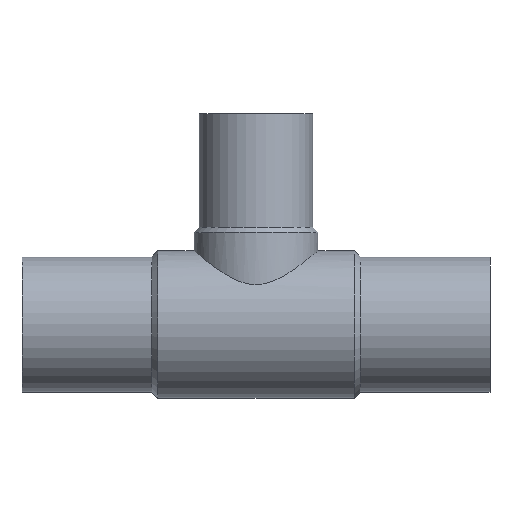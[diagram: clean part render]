
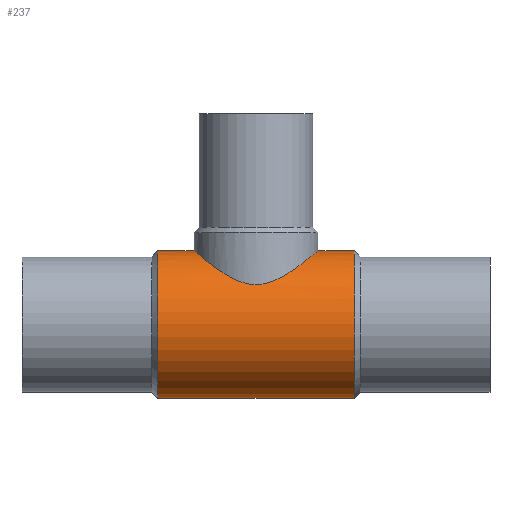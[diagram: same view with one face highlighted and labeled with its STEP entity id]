
A CAD part, top view. The second image highlights one B-rep face of the part: STEP entity #237.
In plain terms, the highlighted cylindrical face has radius 40.9 mm (diameter 81.8 mm), a partial arc.
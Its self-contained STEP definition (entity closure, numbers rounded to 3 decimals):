
#135 = VERTEX_POINT( '', #361 );
#143 = EDGE_CURVE( '', #267, #193, #369, .T. );
#151 = VERTEX_POINT( '', #377 );
#173 = EDGE_CURVE( '', #243, #267, #399, .T. );
#193 = VERTEX_POINT( '', #422 );
#229 = EDGE_CURVE( '', #283, #243, #465, .T. );
#237 = ADVANCED_FACE( '', ( #475 ), #476, .T. );
#243 = VERTEX_POINT( '', #482 );
#265 = EDGE_CURVE( '', #135, #283, #504, .T. );
#267 = VERTEX_POINT( '', #506 );
#283 = VERTEX_POINT( '', #526 );
#301 = EDGE_CURVE( '', #193, #151, #545, .T. );
#303 = EDGE_CURVE( '', #135, #151, #547, .T. );
#361 = CARTESIAN_POINT( '', ( -184.6, -40.9, 0. ) );
#369 = B_SPLINE_CURVE_WITH_KNOTS( '', 3, ( #650, #651, #652, #653, #654, #655, #656, #657, #658, #659, #660, #661, #662, #663, #664, #665, #666, #667, #668, #669, #670, #671, #672, #673, #674, #675, #676, #677, #678, #679, #680, #681, #682, #683, #684, #685, #686, #687, #688, #689, #690, #691, #692, #693, #694, #695, #696, #697, #698, #699, #700, #701, #702, #703, #704, #705, #706, #707, #708, #709, #710, #711 ), .UNSPECIFIED., .F., .F., ( 4, 2, 2, 2, 2, 2, 2, 2, 2, 2, 2, 2, 2, 2, 2, 2, 2, 2, 2, 2, 2, 2, 2, 2, 2, 2, 2, 2, 2, 2, 4 ), ( 56.302, 59.743, 63.184, 66.625, 70.066, 73.507, 76.948, 80.389, 83.83, 87.426, 91.023, 94.62, 98.217, 105.41, 109.007, 112.603, 116.2, 119.797, 126.99, 130.587, 134.184, 137.78, 141.377, 144.818, 148.259, 151.7, 155.141, 158.582, 162.023, 165.464, 168.905 ), .UNSPECIFIED. );
#377 = CARTESIAN_POINT( '', ( -184.6, 40.9, 0. ) );
#399 = LINE( '', #783, #784 );
#422 = CARTESIAN_POINT( '', ( -164.4, 40.9, 0. ) );
#465 = CIRCLE( '', #872, 40.9 );
#475 = FACE_OUTER_BOUND( '', #884, .T. );
#476 = CYLINDRICAL_SURFACE( '', #885, 40.9 );
#482 = CARTESIAN_POINT( '', ( -75.4, 40.9, 0. ) );
#504 = LINE( '', #1013, #1014 );
#506 = CARTESIAN_POINT( '', ( -95.6, 40.9, 0. ) );
#526 = CARTESIAN_POINT( '', ( -75.4, -40.9, 0. ) );
#545 = LINE( '', #1096, #1097 );
#547 = CIRCLE( '', #1100, 40.9 );
#650 = CARTESIAN_POINT( '', ( -95.6, 40.9, 0. ) );
#651 = CARTESIAN_POINT( '', ( -95.6, 40.9, 1.147 ) );
#652 = CARTESIAN_POINT( '', ( -95.658, 40.852, 2.304 ) );
#653 = CARTESIAN_POINT( '', ( -95.891, 40.655, 4.615 ) );
#654 = CARTESIAN_POINT( '', ( -96.067, 40.508, 5.769 ) );
#655 = CARTESIAN_POINT( '', ( -96.535, 40.116, 8.052 ) );
#656 = CARTESIAN_POINT( '', ( -96.828, 39.873, 9.181 ) );
#657 = CARTESIAN_POINT( '', ( -97.521, 39.297, 11.395 ) );
#658 = CARTESIAN_POINT( '', ( -97.923, 38.966, 12.479 ) );
#659 = CARTESIAN_POINT( '', ( -98.824, 38.227, 14.586 ) );
#660 = CARTESIAN_POINT( '', ( -99.324, 37.82, 15.609 ) );
#661 = CARTESIAN_POINT( '', ( -100.411, 36.944, 17.581 ) );
#662 = CARTESIAN_POINT( '', ( -100.997, 36.476, 18.53 ) );
#663 = CARTESIAN_POINT( '', ( -102.238, 35.497, 20.342 ) );
#664 = CARTESIAN_POINT( '', ( -102.893, 34.987, 21.205 ) );
#665 = CARTESIAN_POINT( '', ( -104.252, 33.944, 22.837 ) );
#666 = CARTESIAN_POINT( '', ( -104.957, 33.412, 23.606 ) );
#667 = CARTESIAN_POINT( '', ( -106.427, 32.325, 25.076 ) );
#668 = CARTESIAN_POINT( '', ( -107.222, 31.748, 25.801 ) );
#669 = CARTESIAN_POINT( '', ( -108.892, 30.572, 27.185 ) );
#670 = CARTESIAN_POINT( '', ( -109.767, 29.972, 27.843 ) );
#671 = CARTESIAN_POINT( '', ( -111.587, 28.776, 29.078 ) );
#672 = CARTESIAN_POINT( '', ( -112.531, 28.178, 29.655 ) );
#673 = CARTESIAN_POINT( '', ( -114.481, 27.012, 30.721 ) );
#674 = CARTESIAN_POINT( '', ( -115.487, 26.444, 31.209 ) );
#675 = CARTESIAN_POINT( '', ( -118.582, 24.834, 32.527 ) );
#676 = CARTESIAN_POINT( '', ( -120.753, 23.882, 33.214 ) );
#677 = CARTESIAN_POINT( '', ( -124.134, 22.863, 33.916 ) );
#678 = CARTESIAN_POINT( '', ( -125.283, 22.592, 34.095 ) );
#679 = CARTESIAN_POINT( '', ( -127.616, 22.222, 34.337 ) );
#680 = CARTESIAN_POINT( '', ( -128.801, 22.124, 34.4 ) );
#681 = CARTESIAN_POINT( '', ( -131.199, 22.124, 34.4 ) );
#682 = CARTESIAN_POINT( '', ( -132.384, 22.222, 34.337 ) );
#683 = CARTESIAN_POINT( '', ( -134.717, 22.592, 34.095 ) );
#684 = CARTESIAN_POINT( '', ( -135.866, 22.863, 33.916 ) );
#685 = CARTESIAN_POINT( '', ( -139.247, 23.882, 33.214 ) );
#686 = CARTESIAN_POINT( '', ( -141.418, 24.834, 32.527 ) );
#687 = CARTESIAN_POINT( '', ( -144.513, 26.444, 31.209 ) );
#688 = CARTESIAN_POINT( '', ( -145.519, 27.012, 30.721 ) );
#689 = CARTESIAN_POINT( '', ( -147.469, 28.178, 29.655 ) );
#690 = CARTESIAN_POINT( '', ( -148.413, 28.776, 29.078 ) );
#691 = CARTESIAN_POINT( '', ( -150.233, 29.972, 27.843 ) );
#692 = CARTESIAN_POINT( '', ( -151.108, 30.572, 27.185 ) );
#693 = CARTESIAN_POINT( '', ( -152.778, 31.748, 25.801 ) );
#694 = CARTESIAN_POINT( '', ( -153.573, 32.325, 25.076 ) );
#695 = CARTESIAN_POINT( '', ( -155.043, 33.412, 23.606 ) );
#696 = CARTESIAN_POINT( '', ( -155.748, 33.944, 22.837 ) );
#697 = CARTESIAN_POINT( '', ( -157.107, 34.987, 21.205 ) );
#698 = CARTESIAN_POINT( '', ( -157.762, 35.497, 20.342 ) );
#699 = CARTESIAN_POINT( '', ( -159.003, 36.476, 18.53 ) );
#700 = CARTESIAN_POINT( '', ( -159.589, 36.944, 17.581 ) );
#701 = CARTESIAN_POINT( '', ( -160.676, 37.82, 15.609 ) );
#702 = CARTESIAN_POINT( '', ( -161.176, 38.227, 14.586 ) );
#703 = CARTESIAN_POINT( '', ( -162.077, 38.966, 12.479 ) );
#704 = CARTESIAN_POINT( '', ( -162.479, 39.297, 11.395 ) );
#705 = CARTESIAN_POINT( '', ( -163.172, 39.873, 9.181 ) );
#706 = CARTESIAN_POINT( '', ( -163.465, 40.116, 8.052 ) );
#707 = CARTESIAN_POINT( '', ( -163.933, 40.508, 5.769 ) );
#708 = CARTESIAN_POINT( '', ( -164.109, 40.655, 4.615 ) );
#709 = CARTESIAN_POINT( '', ( -164.342, 40.852, 2.304 ) );
#710 = CARTESIAN_POINT( '', ( -164.4, 40.9, 1.147 ) );
#711 = CARTESIAN_POINT( '', ( -164.4, 40.9, 0. ) );
#783 = CARTESIAN_POINT( '', ( -130., 40.9, 0. ) );
#784 = VECTOR( '', #1179, 1. );
#872 = AXIS2_PLACEMENT_3D( '', #1271, #1272, #1273 );
#884 = EDGE_LOOP( '', ( #1292, #1293, #1294, #1295, #1296, #1297 ) );
#885 = AXIS2_PLACEMENT_3D( '', #1298, #1299, #1300 );
#1013 = CARTESIAN_POINT( '', ( -130., -40.9, 0. ) );
#1014 = VECTOR( '', #1315, 1. );
#1096 = CARTESIAN_POINT( '', ( -130., 40.9, 0. ) );
#1097 = VECTOR( '', #1363, 1. );
#1100 = AXIS2_PLACEMENT_3D( '', #1364, #1365, #1366 );
#1179 = DIRECTION( '', ( -1., 0., 0. ) );
#1271 = CARTESIAN_POINT( '', ( -75.4, 0., 0. ) );
#1272 = DIRECTION( '', ( -1., 0., 0. ) );
#1273 = DIRECTION( '', ( 0., 1., 0. ) );
#1292 = ORIENTED_EDGE( '', *, *, #173, .T. );
#1293 = ORIENTED_EDGE( '', *, *, #143, .T. );
#1294 = ORIENTED_EDGE( '', *, *, #301, .T. );
#1295 = ORIENTED_EDGE( '', *, *, #303, .F. );
#1296 = ORIENTED_EDGE( '', *, *, #265, .T. );
#1297 = ORIENTED_EDGE( '', *, *, #229, .T. );
#1298 = CARTESIAN_POINT( '', ( -130., 0., 0. ) );
#1299 = DIRECTION( '', ( 1., 0., 0. ) );
#1300 = DIRECTION( '', ( 0., 1., 0. ) );
#1315 = DIRECTION( '', ( 1., 0., 0. ) );
#1363 = DIRECTION( '', ( -1., 0., 0. ) );
#1364 = CARTESIAN_POINT( '', ( -184.6, 0., 0. ) );
#1365 = DIRECTION( '', ( -1., 0., 0. ) );
#1366 = DIRECTION( '', ( 0., 1., 0. ) );
